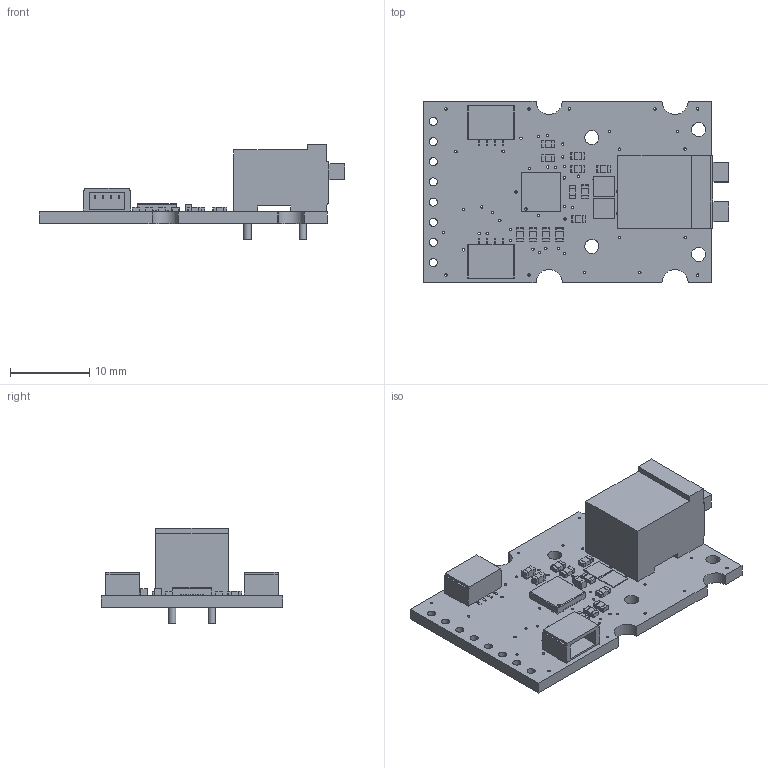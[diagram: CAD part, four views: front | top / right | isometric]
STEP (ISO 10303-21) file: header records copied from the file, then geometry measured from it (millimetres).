
FILE_DESCRIPTION(/* description */ (''),/* implementation_level */ '2;1');
FILE_NAME(/* name */ 'SEN-30010_MCP960X_1CH_R00_SpringClamp.step',/* time_stamp */ '2020-10-02T17:12:57-05:00',/* author */ (''),/* organization */ (''),/* preprocessor_version */ 'ST-DEVELOPER v18.1',/* originating_system */ 'Autodesk Translation Framework v9.3.0.1241',/* authorisation */ '');
FILE_SCHEMA (('AUTOMOTIVE_DESIGN { 1 0 10303 214 3 1 1 }'));
Length unit declared in the file: millimetre
Products named in the file (8): SEN-30010_MCP960X_1CH_R00; Packages; SM04B-SRSS-TB; MQFN20-5X5X1; 1824740000; C0603K (1); R0603; SC70---SOT-323
Assembly tree (19 placements, depth 3):
  SEN-30010_MCP960X_1CH_R00
    Packages
      SM04B-SRSS-TB  x2
      MQFN20-5X5X1
      1824740000
      C0603K (1)  x3
      R0603  x9
      SC70---SOT-323  x2
Bounding box: 38.53 x 22.86 x 12 mm (x, y, z)
Volume: 2065.1 mm3; surface area: 3276.4 mm2
Topology: 29 solids, 29 shells, 1094 faces, 2482 edges, 1486 vertices
Faces by surface type: plane 620, cylinder 330, sphere 144
Full cylindrical faces by diameter (mm): 0.3 x1, 0.305 x63, 0.7 x2, 0.95 x4, 1.016 x8, 1.1 x4, 1.3 x2, 1.778 x4, 2.75 x2
Entity records: 16773 total; most frequent: CARTESIAN_POINT 2739, DIRECTION 2726, ORIENTED_EDGE 2660, EDGE_CURVE 1330, LINE 1044, VECTOR 1044, VERTEX_POINT 854, AXIS2_PLACEMENT_3D 841
